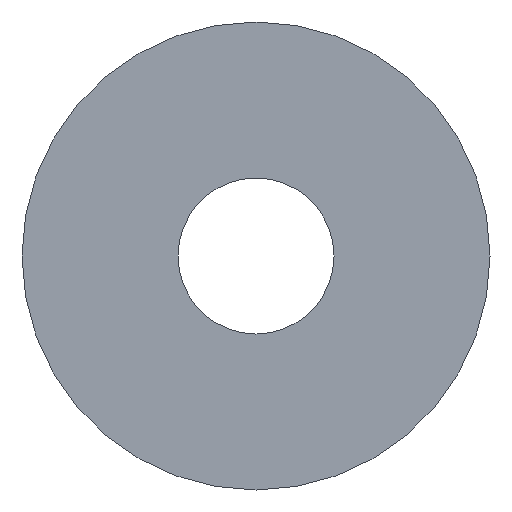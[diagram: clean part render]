
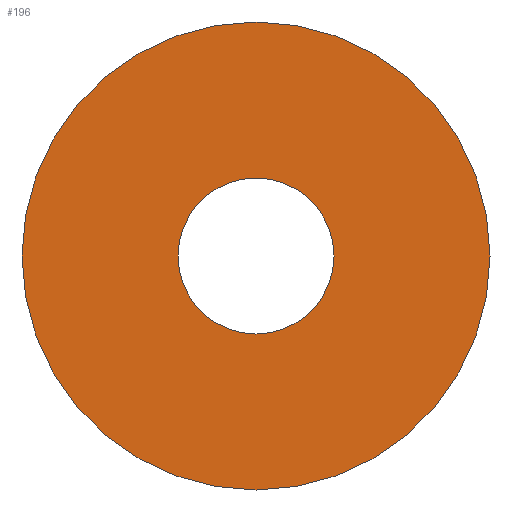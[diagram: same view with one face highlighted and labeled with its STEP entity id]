
A CAD part, front view. The second image highlights one B-rep face of the part: STEP entity #196.
In plain terms, the highlighted planar face has unit normal (0, -1, 0).
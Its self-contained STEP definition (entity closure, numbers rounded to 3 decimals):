
#19=FACE_BOUND('',#48,.T.);
#21=CIRCLE('',#229,2.5);
#23=CIRCLE('',#232,7.5);
#34=FACE_OUTER_BOUND('',#47,.T.);
#47=EDGE_LOOP('',(#175));
#48=EDGE_LOOP('',(#176));
#102=VERTEX_POINT('',#328);
#104=VERTEX_POINT('',#334);
#125=EDGE_CURVE('',#102,#102,#21,.T.);
#128=EDGE_CURVE('',#104,#104,#23,.T.);
#175=ORIENTED_EDGE('',*,*,#128,.F.);
#176=ORIENTED_EDGE('',*,*,#125,.F.);
#185=PLANE('',#234);
#196=ADVANCED_FACE('',(#34,#19),#185,.F.);
#229=AXIS2_PLACEMENT_3D('',#330,#274,#275);
#232=AXIS2_PLACEMENT_3D('',#336,#281,#282);
#234=AXIS2_PLACEMENT_3D('',#338,#285,#286);
#274=DIRECTION('center_axis',(0.,-1.,0.));
#275=DIRECTION('ref_axis',(1.,0.,0.));
#281=DIRECTION('center_axis',(0.,1.,0.));
#282=DIRECTION('ref_axis',(-1.,0.,0.));
#285=DIRECTION('center_axis',(0.,1.,0.));
#286=DIRECTION('ref_axis',(0.,0.,1.));
#328=CARTESIAN_POINT('',(-2.5,0.,0.));
#330=CARTESIAN_POINT('Origin',(0.,0.,0.));
#334=CARTESIAN_POINT('',(7.5,0.,0.));
#336=CARTESIAN_POINT('Origin',(0.,0.,0.));
#338=CARTESIAN_POINT('Origin',(0.,0.,0.));
